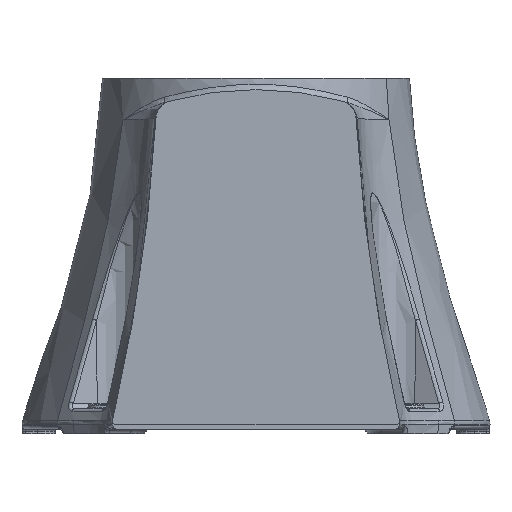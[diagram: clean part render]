
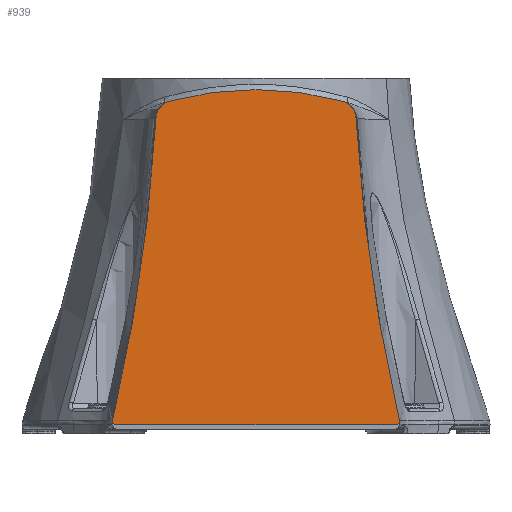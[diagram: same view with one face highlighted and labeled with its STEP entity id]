
A CAD part, left-side view. The second image highlights one B-rep face of the part: STEP entity #939.
In plain terms, the highlighted planar face has unit normal (-1, 0, 0).
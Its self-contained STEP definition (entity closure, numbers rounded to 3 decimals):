
#14 = ORIENTED_EDGE ( 'NONE', *, *, #4054, .T. ) ;
#58 = ORIENTED_EDGE ( 'NONE', *, *, #11536, .T. ) ;
#171 = AXIS2_PLACEMENT_3D ( 'NONE', #6740, #3882, #7772 ) ;
#339 = CIRCLE ( 'NONE', #5264, 146. ) ;
#763 = AXIS2_PLACEMENT_3D ( 'NONE', #5860, #2987, #3999 ) ;
#796 = CARTESIAN_POINT ( 'NONE',  ( -113., -38.417, 147.355 ) ) ;
#806 = VERTEX_POINT ( 'NONE', #8358 ) ;
#812 = ORIENTED_EDGE ( 'NONE', *, *, #11171, .T. ) ;
#912 = DIRECTION ( 'NONE',  ( 0., 1., 0. ) ) ;
#939 = ADVANCED_FACE ( 'NONE', ( #9357 ), #8551, .F. ) ;
#988 = CARTESIAN_POINT ( 'NONE',  ( -113., 44.299, 140.09 ) ) ;
#1010 = VERTEX_POINT ( 'NONE', #988 ) ;
#1015 = CARTESIAN_POINT ( 'NONE',  ( -113., 0., 6.5 ) ) ;
#1247 = EDGE_CURVE ( 'NONE', #5869, #12375, #339, .T. ) ;
#1546 = EDGE_LOOP ( 'NONE', ( #14, #6769, #11619, #58, #6800, #812, #6014, #11006, #6905 ) ) ;
#1846 = CARTESIAN_POINT ( 'NONE',  ( -113., 36.312, 139.637 ) ) ;
#1976 = EDGE_CURVE ( 'NONE', #1010, #10447, #12163, .T. ) ;
#1982 = VECTOR ( 'NONE', #4294, 1000. ) ;
#2040 = CARTESIAN_POINT ( 'NONE',  ( -113., -44.299, 140.09 ) ) ;
#2067 = DIRECTION ( 'NONE',  ( 0., 1., 0. ) ) ;
#2504 = DIRECTION ( 'NONE',  ( 1., 0., 0. ) ) ;
#2592 = DIRECTION ( 'NONE',  ( 0., 1., 0. ) ) ;
#2816 = DIRECTION ( 'NONE',  ( 1., 0., 0. ) ) ;
#2987 = DIRECTION ( 'NONE',  ( -1., 0., 0. ) ) ;
#3081 = VERTEX_POINT ( 'NONE', #5493 ) ;
#3188 = CIRCLE ( 'NONE', #763, 1.5 ) ;
#3250 = AXIS2_PLACEMENT_3D ( 'NONE', #6635, #3786, #912 ) ;
#3327 = CIRCLE ( 'NONE', #6625, 790.5 ) ;
#3517 = DIRECTION ( 'NONE',  ( 0., 1., 0. ) ) ;
#3706 = DIRECTION ( 'NONE',  ( -1., 0., 0. ) ) ;
#3786 = DIRECTION ( 'NONE',  ( -1., 0., 0. ) ) ;
#3882 = DIRECTION ( 'NONE',  ( -1., 0., 0. ) ) ;
#3950 = VERTEX_POINT ( 'NONE', #11429 ) ;
#3999 = DIRECTION ( 'NONE',  ( 0., 1., 0. ) ) ;
#4054 = EDGE_CURVE ( 'NONE', #3950, #10533, #8119, .T. ) ;
#4294 = DIRECTION ( 'NONE',  ( 0., -1., 0. ) ) ;
#4738 = CIRCLE ( 'NONE', #4775, 8. ) ;
#4775 = AXIS2_PLACEMENT_3D ( 'NONE', #6549, #8343, #2592 ) ;
#5264 = AXIS2_PLACEMENT_3D ( 'NONE', #1015, #10640, #2067 ) ;
#5493 = CARTESIAN_POINT ( 'NONE',  ( -113., 63.609, 5.5 ) ) ;
#5860 = CARTESIAN_POINT ( 'NONE',  ( -113., 62.109, 5.5 ) ) ;
#5869 = VERTEX_POINT ( 'NONE', #796 ) ;
#5965 = CARTESIAN_POINT ( 'NONE',  ( -113., 63.57, 5.84 ) ) ;
#6014 = ORIENTED_EDGE ( 'NONE', *, *, #1976, .T. ) ;
#6379 = AXIS2_PLACEMENT_3D ( 'NONE', #1846, #3706, #8512 ) ;
#6464 = VERTEX_POINT ( 'NONE', #2040 ) ;
#6549 = CARTESIAN_POINT ( 'NONE',  ( -113., -36.312, 139.637 ) ) ;
#6625 = AXIS2_PLACEMENT_3D ( 'NONE', #12184, #2504, #3517 ) ;
#6635 = CARTESIAN_POINT ( 'NONE',  ( -113., 62.109, 5.5 ) ) ;
#6740 = CARTESIAN_POINT ( 'NONE',  ( -113., -62.109, 5.5 ) ) ;
#6769 = ORIENTED_EDGE ( 'NONE', *, *, #10765, .T. ) ;
#6800 = ORIENTED_EDGE ( 'NONE', *, *, #1247, .T. ) ;
#6854 = EDGE_CURVE ( 'NONE', #806, #6464, #3327, .T. ) ;
#6905 = ORIENTED_EDGE ( 'NONE', *, *, #9096, .T. ) ;
#6933 = AXIS2_PLACEMENT_3D ( 'NONE', #12286, #2816, #9512 ) ;
#7035 = DIRECTION ( 'NONE',  ( 0., -1., 0. ) ) ;
#7075 = CARTESIAN_POINT ( 'NONE',  ( -113., -62.109, 4. ) ) ;
#7298 = CIRCLE ( 'NONE', #171, 1.5 ) ;
#7465 = CIRCLE ( 'NONE', #3250, 1.5 ) ;
#7772 = DIRECTION ( 'NONE',  ( 0., 1., 0. ) ) ;
#8119 = LINE ( 'NONE', #10003, #1982 ) ;
#8343 = DIRECTION ( 'NONE',  ( -1., 0., 0. ) ) ;
#8358 = CARTESIAN_POINT ( 'NONE',  ( -113., -63.57, 5.84 ) ) ;
#8512 = DIRECTION ( 'NONE',  ( 0., 1., 0. ) ) ;
#8551 = PLANE ( 'NONE',  #6933 ) ;
#9009 = CARTESIAN_POINT ( 'NONE',  ( -113., 38.417, 147.355 ) ) ;
#9096 = EDGE_CURVE ( 'NONE', #3081, #3950, #7465, .T. ) ;
#9357 = FACE_OUTER_BOUND ( 'NONE', #1546, .T. ) ;
#9512 = DIRECTION ( 'NONE',  ( 0., -1., 0. ) ) ;
#9907 = CARTESIAN_POINT ( 'NONE',  ( -113., 833.529, 184.872 ) ) ;
#9935 = CIRCLE ( 'NONE', #6379, 8. ) ;
#10003 = CARTESIAN_POINT ( 'NONE',  ( -113., 64., 4. ) ) ;
#10317 = AXIS2_PLACEMENT_3D ( 'NONE', #9907, #11810, #7035 ) ;
#10447 = VERTEX_POINT ( 'NONE', #5965 ) ;
#10533 = VERTEX_POINT ( 'NONE', #7075 ) ;
#10640 = DIRECTION ( 'NONE',  ( -1., 0., 0. ) ) ;
#10765 = EDGE_CURVE ( 'NONE', #10533, #806, #7298, .T. ) ;
#11006 = ORIENTED_EDGE ( 'NONE', *, *, #11809, .T. ) ;
#11171 = EDGE_CURVE ( 'NONE', #12375, #1010, #9935, .T. ) ;
#11429 = CARTESIAN_POINT ( 'NONE',  ( -113., 62.109, 4. ) ) ;
#11536 = EDGE_CURVE ( 'NONE', #6464, #5869, #4738, .T. ) ;
#11619 = ORIENTED_EDGE ( 'NONE', *, *, #6854, .T. ) ;
#11809 = EDGE_CURVE ( 'NONE', #10447, #3081, #3188, .T. ) ;
#11810 = DIRECTION ( 'NONE',  ( 1., 0., 0. ) ) ;
#12163 = CIRCLE ( 'NONE', #10317, 790.5 ) ;
#12184 = CARTESIAN_POINT ( 'NONE',  ( -113., -833.529, 184.872 ) ) ;
#12286 = CARTESIAN_POINT ( 'NONE',  ( -113., -833.529, 184.872 ) ) ;
#12375 = VERTEX_POINT ( 'NONE', #9009 ) ;
